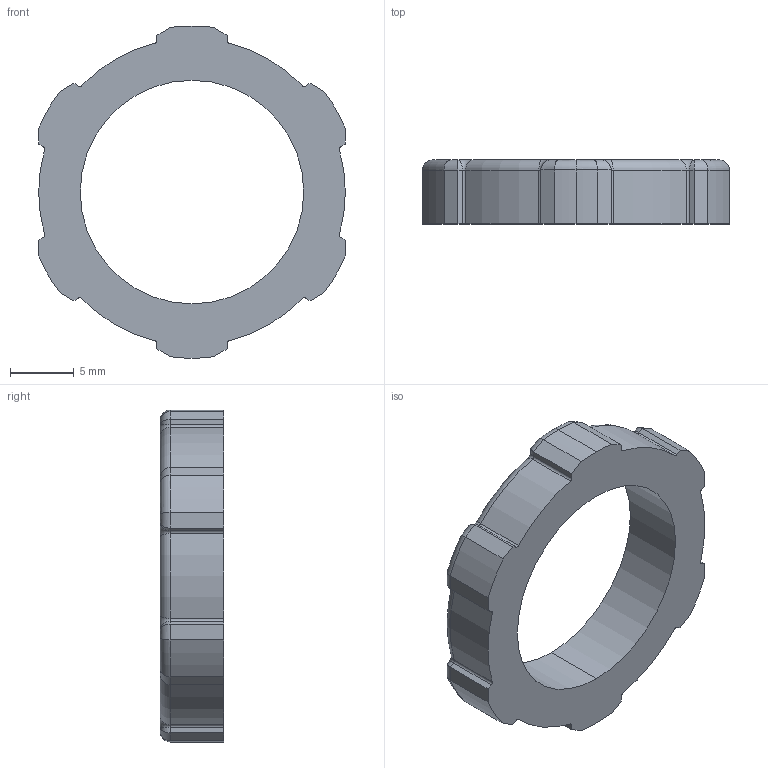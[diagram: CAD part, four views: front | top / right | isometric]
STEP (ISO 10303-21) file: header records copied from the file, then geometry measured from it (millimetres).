
FILE_DESCRIPTION (( 'STEP AP214' ), '1' );
FILE_NAME ('2043114.stp', '2017-06-08T13:15:46', ( '' ), ( '' ), 'SwSTEP 2.0', 'SolidWorks 2016', '' );
FILE_SCHEMA (( 'AUTOMOTIVE_DESIGN' ));
Length unit declared in the file: millimetre
Products named in the file (1): 2043114
Bounding box: 24 x 5 x 25.99 mm (x, y, z)
Volume: 1200 mm3; surface area: 1148.6 mm2
Topology: 1 solids, 1 shells, 106 faces, 261 edges, 157 vertices
Faces by surface type: cylinder 53, torus 27, plane 26
Entity records: 3267 total; most frequent: CARTESIAN_POINT 729, DIRECTION 551, ORIENTED_EDGE 522, EDGE_CURVE 261, AXIS2_PLACEMENT_3D 219, VERTEX_POINT 157, VECTOR 113, LINE 113
